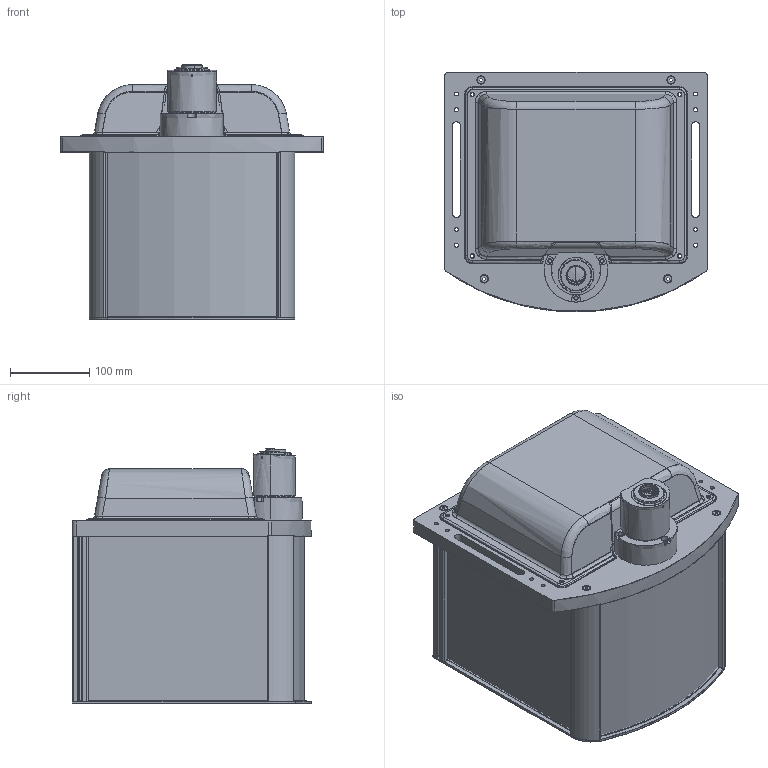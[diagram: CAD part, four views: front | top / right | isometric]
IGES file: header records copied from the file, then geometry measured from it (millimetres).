
Start section: SolidWorks IGES file using analytic representation for surfaces
Global section: file name: TCCP23144.igs; native system: SolidWorks 2018; preprocessor: SolidWorks 2018; author: ccharly; date: 190125.101519; units: millimetre
Bounding box: 332 x 302.52 x 321.84 mm (x, y, z)
Surface area: 654031.2 mm2 (no closed solid volume)
Topology: 0 solids, 0 shells, 427 faces, 7203 edges, 7201 vertices
Faces by surface type: revolution 239, bspline 188
